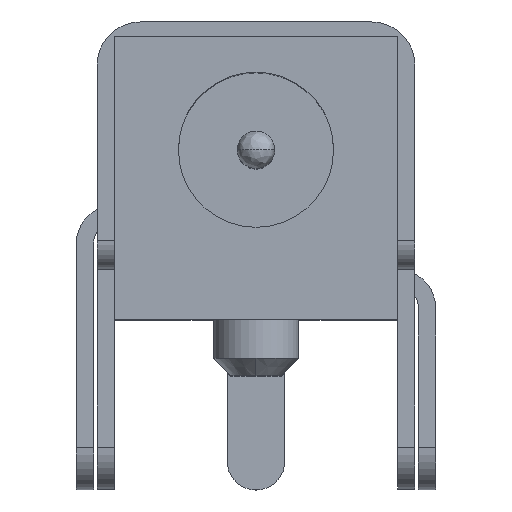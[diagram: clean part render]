
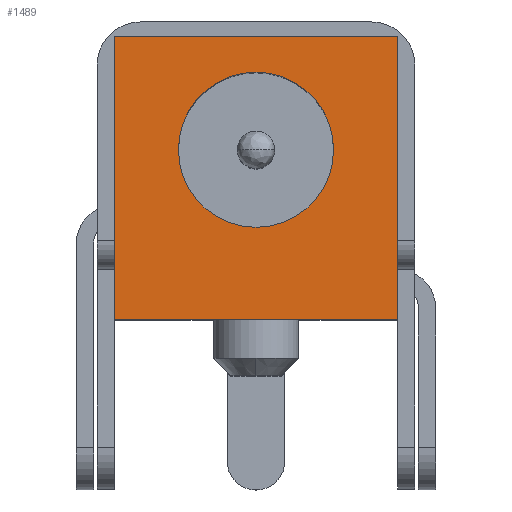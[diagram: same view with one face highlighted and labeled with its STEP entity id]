
A CAD part, top view. The second image highlights one B-rep face of the part: STEP entity #1489.
In plain terms, the highlighted planar face has unit normal (0, 0, 1).
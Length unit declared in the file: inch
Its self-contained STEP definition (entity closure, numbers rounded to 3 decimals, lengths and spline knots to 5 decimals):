
#164 = EDGE_CURVE ( 'NONE', #3075, #4096, #4671, .T. ) ;
#192 = VECTOR ( 'NONE', #2916, 39.37008 ) ;
#514 = ORIENTED_EDGE ( 'NONE', *, *, #1125, .T. ) ;
#558 = VECTOR ( 'NONE', #2908, 39.37008 ) ;
#577 = EDGE_CURVE ( 'NONE', #2518, #3075, #2538, .T. ) ;
#722 = EDGE_CURVE ( 'NONE', #4764, #4096, #3185, .T. ) ;
#795 = CARTESIAN_POINT ( 'NONE',  ( 0.054, 0., 0. ) ) ;
#802 = CARTESIAN_POINT ( 'NONE',  ( -0.0985, 0.079, 0. ) ) ;
#914 = EDGE_CURVE ( 'NONE', #3346, #2074, #2872, .T. ) ;
#1125 = EDGE_CURVE ( 'NONE', #2074, #3346, #2175, .T. ) ;
#1356 = EDGE_CURVE ( 'NONE', #4764, #2518, #1924, .T. ) ;
#1489 = ADVANCED_FACE ( 'NONE', ( #3761, #2103 ), #1978, .T. ) ;
#1907 = DIRECTION ( 'NONE',  ( 1., 0., 0. ) ) ;
#1913 = DIRECTION ( 'NONE',  ( 0., 0., 1. ) ) ;
#1922 = CARTESIAN_POINT ( 'NONE',  ( -0.0985, 0.079, 0. ) ) ;
#1924 = LINE ( 'NONE', #2131, #4385 ) ;
#1978 = PLANE ( 'NONE',  #3712 ) ;
#2044 = EDGE_LOOP ( 'NONE', ( #2638, #2462, #3819, #4361 ) ) ;
#2074 = VERTEX_POINT ( 'NONE', #795 ) ;
#2103 = FACE_BOUND ( 'NONE', #3834, .T. ) ;
#2116 = DIRECTION ( 'NONE',  ( 0., -1., 0. ) ) ;
#2131 = CARTESIAN_POINT ( 'NONE',  ( 0.0985, -0.118, 0. ) ) ;
#2175 = CIRCLE ( 'NONE', #3605, 0.054 ) ;
#2457 = DIRECTION ( 'NONE',  ( 1., 0., 0. ) ) ;
#2459 = DIRECTION ( 'NONE',  ( 0., 0., -1. ) ) ;
#2462 = ORIENTED_EDGE ( 'NONE', *, *, #1356, .F. ) ;
#2465 = CARTESIAN_POINT ( 'NONE',  ( 0., 0., 0. ) ) ;
#2518 = VERTEX_POINT ( 'NONE', #4685 ) ;
#2538 = LINE ( 'NONE', #2744, #558 ) ;
#2540 = CARTESIAN_POINT ( 'NONE',  ( -0.054, 0., 0. ) ) ;
#2638 = ORIENTED_EDGE ( 'NONE', *, *, #577, .F. ) ;
#2651 = VECTOR ( 'NONE', #3275, 39.37008 ) ;
#2744 = CARTESIAN_POINT ( 'NONE',  ( -0.0985, -0.118, 0. ) ) ;
#2774 = CARTESIAN_POINT ( 'NONE',  ( -0.0985, 0.079, 0. ) ) ;
#2872 = CIRCLE ( 'NONE', #3684, 0.054 ) ;
#2908 = DIRECTION ( 'NONE',  ( -1., 0., 0. ) ) ;
#2916 = DIRECTION ( 'NONE',  ( -1., 0., 0. ) ) ;
#3075 = VERTEX_POINT ( 'NONE', #3252 ) ;
#3185 = LINE ( 'NONE', #2774, #192 ) ;
#3244 = CARTESIAN_POINT ( 'NONE',  ( 0.0985, 0.079, 0. ) ) ;
#3247 = CARTESIAN_POINT ( 'NONE',  ( -0.0985, 0.079, 0. ) ) ;
#3252 = CARTESIAN_POINT ( 'NONE',  ( -0.0985, -0.118, 0. ) ) ;
#3275 = DIRECTION ( 'NONE',  ( 0., 1., 0. ) ) ;
#3346 = VERTEX_POINT ( 'NONE', #2540 ) ;
#3521 = ORIENTED_EDGE ( 'NONE', *, *, #914, .T. ) ;
#3605 = AXIS2_PLACEMENT_3D ( 'NONE', #2465, #2459, #2457 ) ;
#3684 = AXIS2_PLACEMENT_3D ( 'NONE', #4297, #4289, #4278 ) ;
#3712 = AXIS2_PLACEMENT_3D ( 'NONE', #1922, #1913, #1907 ) ;
#3761 = FACE_OUTER_BOUND ( 'NONE', #2044, .T. ) ;
#3819 = ORIENTED_EDGE ( 'NONE', *, *, #722, .T. ) ;
#3834 = EDGE_LOOP ( 'NONE', ( #514, #3521 ) ) ;
#4096 = VERTEX_POINT ( 'NONE', #802 ) ;
#4278 = DIRECTION ( 'NONE',  ( 1., 0., 0. ) ) ;
#4289 = DIRECTION ( 'NONE',  ( 0., 0., -1. ) ) ;
#4297 = CARTESIAN_POINT ( 'NONE',  ( 0., 0., 0. ) ) ;
#4361 = ORIENTED_EDGE ( 'NONE', *, *, #164, .F. ) ;
#4385 = VECTOR ( 'NONE', #2116, 39.37008 ) ;
#4671 = LINE ( 'NONE', #3247, #2651 ) ;
#4685 = CARTESIAN_POINT ( 'NONE',  ( 0.0985, -0.118, 0. ) ) ;
#4764 = VERTEX_POINT ( 'NONE', #3244 ) ;
